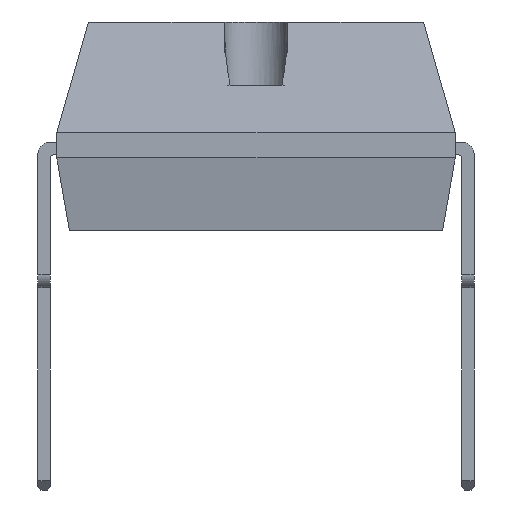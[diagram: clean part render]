
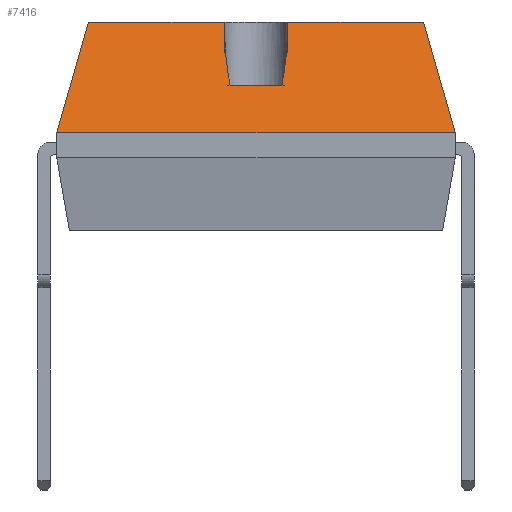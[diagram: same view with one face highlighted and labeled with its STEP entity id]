
A CAD part, left-side view. The second image highlights one B-rep face of the part: STEP entity #7416.
In plain terms, the highlighted planar face has unit normal (-0.962, 0, 0.275).
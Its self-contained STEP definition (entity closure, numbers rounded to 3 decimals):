
#14=ELLIPSE('',#7732,1.82,0.5);
#15=ELLIPSE('',#7734,1.82,0.5);
#659=FACE_OUTER_BOUND('',#1076,.T.);
#1076=EDGE_LOOP('',(#5602,#5603,#5604,#5605,#5606,#5607,#5608,#5609));
#1513=LINE('',#12067,#2320);
#1517=LINE('',#12074,#2324);
#1520=LINE('',#12098,#2327);
#1565=LINE('',#12189,#2372);
#1566=LINE('',#12192,#2373);
#1569=LINE('',#12197,#2376);
#2320=VECTOR('',#8359,10.);
#2324=VECTOR('',#8363,10.);
#2327=VECTOR('',#8394,10.);
#2372=VECTOR('',#8453,10.);
#2373=VECTOR('',#8458,10.);
#2376=VECTOR('',#8463,10.);
#3192=VERTEX_POINT('',#12063);
#3193=VERTEX_POINT('',#12064);
#3194=VERTEX_POINT('',#12066);
#3197=VERTEX_POINT('',#12072);
#3203=VERTEX_POINT('',#12092);
#3204=VERTEX_POINT('',#12094);
#3213=VERTEX_POINT('',#12125);
#3243=VERTEX_POINT('',#12187);
#4051=EDGE_CURVE('',#3194,#3193,#1513,.T.);
#4055=EDGE_CURVE('',#3192,#3197,#1517,.T.);
#4062=EDGE_CURVE('',#3203,#3192,#14,.T.);
#4064=EDGE_CURVE('',#3193,#3204,#15,.T.);
#4065=EDGE_CURVE('',#3204,#3203,#1520,.T.);
#4110=EDGE_CURVE('',#3213,#3243,#1565,.T.);
#4111=EDGE_CURVE('',#3194,#3243,#1566,.T.);
#4114=EDGE_CURVE('',#3197,#3213,#1569,.T.);
#5602=ORIENTED_EDGE('',*,*,#4062,.T.);
#5603=ORIENTED_EDGE('',*,*,#4055,.T.);
#5604=ORIENTED_EDGE('',*,*,#4114,.T.);
#5605=ORIENTED_EDGE('',*,*,#4110,.T.);
#5606=ORIENTED_EDGE('',*,*,#4111,.F.);
#5607=ORIENTED_EDGE('',*,*,#4051,.T.);
#5608=ORIENTED_EDGE('',*,*,#4064,.T.);
#5609=ORIENTED_EDGE('',*,*,#4065,.T.);
#7073=PLANE('',#7745);
#7416=ADVANCED_FACE('',(#659),#7073,.T.);
#7732=AXIS2_PLACEMENT_3D('',#12093,#8386,#8387);
#7734=AXIS2_PLACEMENT_3D('',#12096,#8390,#8391);
#7745=AXIS2_PLACEMENT_3D('',#12196,#8461,#8462);
#8359=DIRECTION('',(0.,1.,0.));
#8363=DIRECTION('',(0.,1.,0.));
#8386=DIRECTION('center_axis',(0.962,0.,-0.275));
#8387=DIRECTION('ref_axis',(0.275,0.,0.962));
#8390=DIRECTION('center_axis',(0.962,0.,-0.275));
#8391=DIRECTION('ref_axis',(0.275,0.,0.962));
#8394=DIRECTION('',(0.,1.,0.));
#8453=DIRECTION('',(0.,-1.,0.));
#8458=DIRECTION('',(-0.265,-0.265,-0.927));
#8461=DIRECTION('center_axis',(-0.962,0.,0.275));
#8462=DIRECTION('ref_axis',(0.275,0.,0.962));
#8463=DIRECTION('',(-0.265,0.265,-0.927));
#12063=CARTESIAN_POINT('',(0.5,3.65,3.3));
#12064=CARTESIAN_POINT('',(0.5,2.65,3.3));
#12066=CARTESIAN_POINT('',(0.5,0.5,3.3));
#12067=CARTESIAN_POINT('',(0.5,4.725,3.3));
#12072=CARTESIAN_POINT('',(0.5,5.8,3.3));
#12074=CARTESIAN_POINT('',(0.5,4.725,3.3));
#12092=CARTESIAN_POINT('',(0.214,3.56,2.3));
#12093=CARTESIAN_POINT('Origin',(0.5,3.15,3.3));
#12094=CARTESIAN_POINT('',(0.214,2.74,2.3));
#12096=CARTESIAN_POINT('Origin',(0.5,3.15,3.3));
#12098=CARTESIAN_POINT('',(0.214,3.938,2.3));
#12125=CARTESIAN_POINT('',(0.,6.3,1.55));
#12187=CARTESIAN_POINT('',(0.,0.,1.55));
#12189=CARTESIAN_POINT('',(0.,4.725,1.55));
#12192=CARTESIAN_POINT('',(0.5,0.5,3.3));
#12196=CARTESIAN_POINT('Origin',(0.25,4.725,2.425));
#12197=CARTESIAN_POINT('',(0.5,5.8,3.3));
